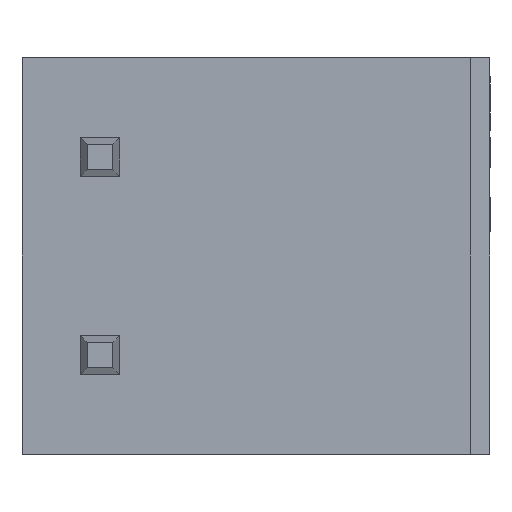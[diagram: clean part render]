
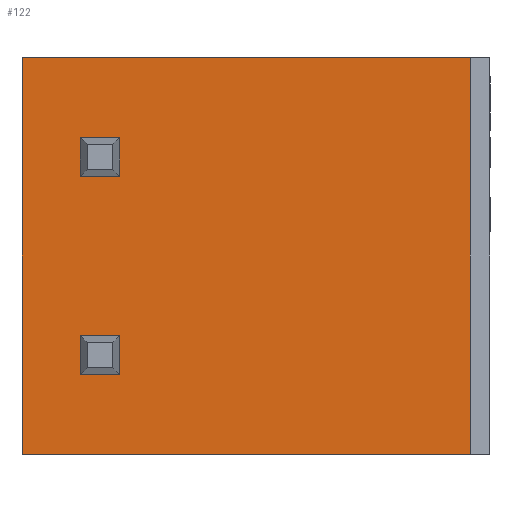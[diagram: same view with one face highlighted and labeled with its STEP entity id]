
A CAD part, front view. The second image highlights one B-rep face of the part: STEP entity #122.
In plain terms, the highlighted free-form (B-spline) face has degree [1, 1] with [2, 2] control points.
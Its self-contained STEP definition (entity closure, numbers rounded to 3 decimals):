
#122 = ADVANCED_FACE('',(#123,#153,#183),#213,.F.);
#123 = FACE_BOUND('',#124,.T.);
#124 = EDGE_LOOP('',(#125,#134,#141,#148));
#125 = ORIENTED_EDGE('',*,*,#126,.F.);
#126 = EDGE_CURVE('',#127,#129,#131,.T.);
#127 = VERTEX_POINT('',#128);
#128 = CARTESIAN_POINT('',(-4.841,-5.463,9.848
    ));
#129 = VERTEX_POINT('',#130);
#130 = CARTESIAN_POINT('',(-4.841,-5.463,
    11.231));
#131 = B_SPLINE_CURVE_WITH_KNOTS('',1,(#132,#133),.UNSPECIFIED.,.F.,.F.,
  (2,2),(0.,1.),.PIECEWISE_BEZIER_KNOTS.);
#132 = CARTESIAN_POINT('',(-4.841,-5.463,9.848
    ));
#133 = CARTESIAN_POINT('',(-4.841,-5.463,
    11.231));
#134 = ORIENTED_EDGE('',*,*,#135,.F.);
#135 = EDGE_CURVE('',#136,#127,#138,.T.);
#136 = VERTEX_POINT('',#137);
#137 = CARTESIAN_POINT('',(-6.224,-5.463,9.848
    ));
#138 = B_SPLINE_CURVE_WITH_KNOTS('',1,(#139,#140),.UNSPECIFIED.,.F.,.F.,
  (2,2),(0.,1.),.PIECEWISE_BEZIER_KNOTS.);
#139 = CARTESIAN_POINT('',(-6.224,-5.463,9.848
    ));
#140 = CARTESIAN_POINT('',(-4.841,-5.463,9.848
    ));
#141 = ORIENTED_EDGE('',*,*,#142,.F.);
#142 = EDGE_CURVE('',#143,#136,#145,.T.);
#143 = VERTEX_POINT('',#144);
#144 = CARTESIAN_POINT('',(-6.224,-5.463,
    11.231));
#145 = B_SPLINE_CURVE_WITH_KNOTS('',1,(#146,#147),.UNSPECIFIED.,.F.,.F.,
  (2,2),(-1.,0.),.PIECEWISE_BEZIER_KNOTS.);
#146 = CARTESIAN_POINT('',(-6.224,-5.463,
    11.231));
#147 = CARTESIAN_POINT('',(-6.224,-5.463,9.848
    ));
#148 = ORIENTED_EDGE('',*,*,#149,.F.);
#149 = EDGE_CURVE('',#129,#143,#150,.T.);
#150 = B_SPLINE_CURVE_WITH_KNOTS('',1,(#151,#152),.UNSPECIFIED.,.F.,.F.,
  (2,2),(-1.,0.),.PIECEWISE_BEZIER_KNOTS.);
#151 = CARTESIAN_POINT('',(-4.841,-5.463,
    11.231));
#152 = CARTESIAN_POINT('',(-6.224,-5.463,
    11.231));
#153 = FACE_BOUND('',#154,.T.);
#154 = EDGE_LOOP('',(#155,#164,#171,#178));
#155 = ORIENTED_EDGE('',*,*,#156,.T.);
#156 = EDGE_CURVE('',#157,#159,#161,.T.);
#157 = VERTEX_POINT('',#158);
#158 = CARTESIAN_POINT('',(-8.298,-5.463,0.));
#159 = VERTEX_POINT('',#160);
#160 = CARTESIAN_POINT('',(7.607,-5.463,0.));
#161 = B_SPLINE_CURVE_WITH_KNOTS('',1,(#162,#163),.UNSPECIFIED.,.F.,.F.,
  (2,2),(-12.,-0.5),.PIECEWISE_BEZIER_KNOTS.);
#162 = CARTESIAN_POINT('',(-8.298,-5.463,0.));
#163 = CARTESIAN_POINT('',(7.607,-5.463,0.));
#164 = ORIENTED_EDGE('',*,*,#165,.T.);
#165 = EDGE_CURVE('',#159,#166,#168,.T.);
#166 = VERTEX_POINT('',#167);
#167 = CARTESIAN_POINT('',(7.607,-5.463,14.052
    ));
#168 = B_SPLINE_CURVE_WITH_KNOTS('',1,(#169,#170),.UNSPECIFIED.,.F.,.F.,
  (2,2),(-10.16,0.),.PIECEWISE_BEZIER_KNOTS.);
#169 = CARTESIAN_POINT('',(7.607,-5.463,0.));
#170 = CARTESIAN_POINT('',(7.607,-5.463,14.052
    ));
#171 = ORIENTED_EDGE('',*,*,#172,.F.);
#172 = EDGE_CURVE('',#173,#166,#175,.T.);
#173 = VERTEX_POINT('',#174);
#174 = CARTESIAN_POINT('',(-8.298,-5.463,
    14.052));
#175 = B_SPLINE_CURVE_WITH_KNOTS('',1,(#176,#177),.UNSPECIFIED.,.F.,.F.,
  (2,2),(-12.,-0.5),.PIECEWISE_BEZIER_KNOTS.);
#176 = CARTESIAN_POINT('',(-8.298,-5.463,
    14.052));
#177 = CARTESIAN_POINT('',(7.607,-5.463,14.052
    ));
#178 = ORIENTED_EDGE('',*,*,#179,.T.);
#179 = EDGE_CURVE('',#173,#157,#180,.T.);
#180 = B_SPLINE_CURVE_WITH_KNOTS('',1,(#181,#182),.UNSPECIFIED.,.F.,.F.,
  (2,2),(-0.,10.16),.PIECEWISE_BEZIER_KNOTS.);
#181 = CARTESIAN_POINT('',(-8.298,-5.463,
    14.052));
#182 = CARTESIAN_POINT('',(-8.298,-5.463,0.));
#183 = FACE_BOUND('',#184,.T.);
#184 = EDGE_LOOP('',(#185,#194,#201,#208));
#185 = ORIENTED_EDGE('',*,*,#186,.F.);
#186 = EDGE_CURVE('',#187,#189,#191,.T.);
#187 = VERTEX_POINT('',#188);
#188 = CARTESIAN_POINT('',(-6.224,-5.463,
    4.205));
#189 = VERTEX_POINT('',#190);
#190 = CARTESIAN_POINT('',(-6.224,-5.463,
    2.821));
#191 = B_SPLINE_CURVE_WITH_KNOTS('',1,(#192,#193),.UNSPECIFIED.,.F.,.F.,
  (2,2),(0.,1.),.PIECEWISE_BEZIER_KNOTS.);
#192 = CARTESIAN_POINT('',(-6.224,-5.463,
    4.205));
#193 = CARTESIAN_POINT('',(-6.224,-5.463,
    2.821));
#194 = ORIENTED_EDGE('',*,*,#195,.F.);
#195 = EDGE_CURVE('',#196,#187,#198,.T.);
#196 = VERTEX_POINT('',#197);
#197 = CARTESIAN_POINT('',(-4.841,-5.463,
    4.205));
#198 = B_SPLINE_CURVE_WITH_KNOTS('',1,(#199,#200),.UNSPECIFIED.,.F.,.F.,
  (2,2),(-1.,-0.),.PIECEWISE_BEZIER_KNOTS.);
#199 = CARTESIAN_POINT('',(-4.841,-5.463,
    4.205));
#200 = CARTESIAN_POINT('',(-6.224,-5.463,
    4.205));
#201 = ORIENTED_EDGE('',*,*,#202,.F.);
#202 = EDGE_CURVE('',#203,#196,#205,.T.);
#203 = VERTEX_POINT('',#204);
#204 = CARTESIAN_POINT('',(-4.841,-5.463,
    2.821));
#205 = B_SPLINE_CURVE_WITH_KNOTS('',1,(#206,#207),.UNSPECIFIED.,.F.,.F.,
  (2,2),(-1.,0.),.PIECEWISE_BEZIER_KNOTS.);
#206 = CARTESIAN_POINT('',(-4.841,-5.463,
    2.821));
#207 = CARTESIAN_POINT('',(-4.841,-5.463,
    4.205));
#208 = ORIENTED_EDGE('',*,*,#209,.F.);
#209 = EDGE_CURVE('',#189,#203,#210,.T.);
#210 = B_SPLINE_CURVE_WITH_KNOTS('',1,(#211,#212),.UNSPECIFIED.,.F.,.F.,
  (2,2),(0.,1.),.PIECEWISE_BEZIER_KNOTS.);
#211 = CARTESIAN_POINT('',(-6.224,-5.463,
    2.821));
#212 = CARTESIAN_POINT('',(-4.841,-5.463,
    2.821));
#213 = B_SPLINE_SURFACE_WITH_KNOTS('',1,1,(
    (#214,#215)
    ,(#216,#217
    )),.UNSPECIFIED.,.F.,.F.,.F.,(2,2),(2,2),(0.5,12.),(-10.16,0.),
  .PIECEWISE_BEZIER_KNOTS.);
#214 = CARTESIAN_POINT('',(7.607,-5.463,0.));
#215 = CARTESIAN_POINT('',(7.607,-5.463,14.052
    ));
#216 = CARTESIAN_POINT('',(-8.298,-5.463,0.));
#217 = CARTESIAN_POINT('',(-8.298,-5.463,
    14.052));
